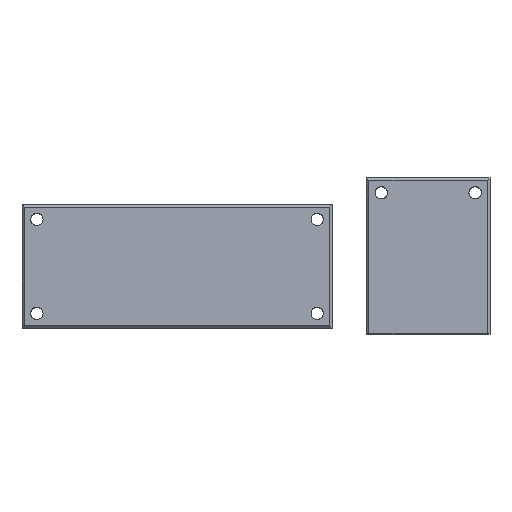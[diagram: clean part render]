
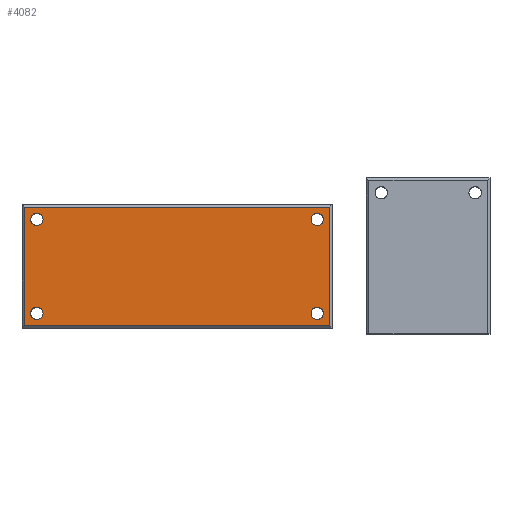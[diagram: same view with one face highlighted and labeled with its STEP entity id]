
A CAD part, top view. The second image highlights one B-rep face of the part: STEP entity #4082.
In plain terms, the highlighted free-form (B-spline) face has degree [1, 1] with [2, 2] control points.
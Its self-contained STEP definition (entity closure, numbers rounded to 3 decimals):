
#3779 = CARTESIAN_POINT ('', (-13.801, 86.586, 125.381));
#3780 = VERTEX_POINT ('', #3779);
#3781 = CARTESIAN_POINT ('', (-18.801, 86.586, 125.381));
#3782 = VERTEX_POINT ('', #3781);
#3783 = CARTESIAN_POINT ('', (-13.801, 86.586, 125.381));
#3784 = CARTESIAN_POINT ('', (-13.801, 89.086, 125.381));
#3785 = CARTESIAN_POINT ('', (-16.301, 89.086, 125.381));
#3786 = CARTESIAN_POINT ('', (-18.801, 89.086, 125.381));
#3787 = CARTESIAN_POINT ('', (-18.801, 86.586, 125.381));
#3788 = (
   BOUNDED_CURVE ()
   B_SPLINE_CURVE (2, (#3783, #3784, #3785, #3786, #3787), .UNSPECIFIED., .F., .U.)
   B_SPLINE_CURVE_WITH_KNOTS ((3, 2, 3), (0., 1.571, 3.142), .UNSPECIFIED.)
   CURVE ()
   GEOMETRIC_REPRESENTATION_ITEM ()
   RATIONAL_B_SPLINE_CURVE ((1., 0.707, 1., 0.707, 1.))
   REPRESENTATION_ITEM ('')
);
#3789 = EDGE_CURVE ('', #3780, #3782, #3788, .T.);
#3835 = CARTESIAN_POINT ('', (99.599, 86.586, 125.381));
#3836 = VERTEX_POINT ('', #3835);
#3837 = CARTESIAN_POINT ('', (94.599, 86.586, 125.381));
#3838 = VERTEX_POINT ('', #3837);
#3839 = CARTESIAN_POINT ('', (99.599, 86.586, 125.381));
#3840 = CARTESIAN_POINT ('', (99.599, 89.086, 125.381));
#3841 = CARTESIAN_POINT ('', (97.099, 89.086, 125.381));
#3842 = CARTESIAN_POINT ('', (94.599, 89.086, 125.381));
#3843 = CARTESIAN_POINT ('', (94.599, 86.586, 125.381));
#3844 = (
   BOUNDED_CURVE ()
   B_SPLINE_CURVE (2, (#3839, #3840, #3841, #3842, #3843), .UNSPECIFIED., .F., .U.)
   B_SPLINE_CURVE_WITH_KNOTS ((3, 2, 3), (0., 1.571, 3.142), .UNSPECIFIED.)
   CURVE ()
   GEOMETRIC_REPRESENTATION_ITEM ()
   RATIONAL_B_SPLINE_CURVE ((1., 0.707, 1., 0.707, 1.))
   REPRESENTATION_ITEM ('')
);
#3845 = EDGE_CURVE ('', #3836, #3838, #3844, .T.);
#3891 = CARTESIAN_POINT ('', (99.599, 48.586, 125.381));
#3892 = VERTEX_POINT ('', #3891);
#3893 = CARTESIAN_POINT ('', (94.599, 48.586, 125.381));
#3894 = VERTEX_POINT ('', #3893);
#3895 = CARTESIAN_POINT ('', (99.599, 48.586, 125.381));
#3896 = CARTESIAN_POINT ('', (99.599, 51.086, 125.381));
#3897 = CARTESIAN_POINT ('', (97.099, 51.086, 125.381));
#3898 = CARTESIAN_POINT ('', (94.599, 51.086, 125.381));
#3899 = CARTESIAN_POINT ('', (94.599, 48.586, 125.381));
#3900 = (
   BOUNDED_CURVE ()
   B_SPLINE_CURVE (2, (#3895, #3896, #3897, #3898, #3899), .UNSPECIFIED., .F., .U.)
   B_SPLINE_CURVE_WITH_KNOTS ((3, 2, 3), (0., 1.571, 3.142), .UNSPECIFIED.)
   CURVE ()
   GEOMETRIC_REPRESENTATION_ITEM ()
   RATIONAL_B_SPLINE_CURVE ((1., 0.707, 1., 0.707, 1.))
   REPRESENTATION_ITEM ('')
);
#3901 = EDGE_CURVE ('', #3892, #3894, #3900, .T.);
#3947 = CARTESIAN_POINT ('', (-13.801, 48.586, 125.381));
#3948 = VERTEX_POINT ('', #3947);
#3949 = CARTESIAN_POINT ('', (-18.801, 48.586, 125.381));
#3950 = VERTEX_POINT ('', #3949);
#3951 = CARTESIAN_POINT ('', (-13.801, 48.586, 125.381));
#3952 = CARTESIAN_POINT ('', (-13.801, 51.086, 125.381));
#3953 = CARTESIAN_POINT ('', (-16.301, 51.086, 125.381));
#3954 = CARTESIAN_POINT ('', (-18.801, 51.086, 125.381));
#3955 = CARTESIAN_POINT ('', (-18.801, 48.586, 125.381));
#3956 = (
   BOUNDED_CURVE ()
   B_SPLINE_CURVE (2, (#3951, #3952, #3953, #3954, #3955), .UNSPECIFIED., .F., .U.)
   B_SPLINE_CURVE_WITH_KNOTS ((3, 2, 3), (0., 1.571, 3.142), .UNSPECIFIED.)
   CURVE ()
   GEOMETRIC_REPRESENTATION_ITEM ()
   RATIONAL_B_SPLINE_CURVE ((1., 0.707, 1., 0.707, 1.))
   REPRESENTATION_ITEM ('')
);
#3957 = EDGE_CURVE ('', #3948, #3950, #3956, .T.);
#4003 = CARTESIAN_POINT ('', (102.099, 43.586, 125.381));
#4004 = VERTEX_POINT ('', #4003);
#4005 = CARTESIAN_POINT ('', (-21.301, 43.586, 125.381));
#4006 = VERTEX_POINT ('', #4005);
#4007 = CARTESIAN_POINT ('', (102.099, 43.586, 125.381));
#4008 = CARTESIAN_POINT ('', (-21.301, 43.586, 125.381));
#4009 = B_SPLINE_CURVE_WITH_KNOTS ('', 1, (#4007, #4008), .UNSPECIFIED., .F., .U., (2, 2), (0., 1.), .UNSPECIFIED.);
#4010 = EDGE_CURVE ('', #4004, #4006, #4009, .T.);
#4011 = ORIENTED_EDGE ('', *, *, #4010, .F.);
#4012 = CARTESIAN_POINT ('', (102.099, 91.586, 125.381));
#4013 = VERTEX_POINT ('', #4012);
#4014 = CARTESIAN_POINT ('', (102.099, 91.586, 125.381));
#4015 = CARTESIAN_POINT ('', (102.099, 43.586, 125.381));
#4016 = B_SPLINE_CURVE_WITH_KNOTS ('', 1, (#4014, #4015), .UNSPECIFIED., .F., .U., (2, 2), (0., 1.), .UNSPECIFIED.);
#4017 = EDGE_CURVE ('', #4013, #4004, #4016, .T.);
#4018 = ORIENTED_EDGE ('', *, *, #4017, .F.);
#4019 = CARTESIAN_POINT ('', (-21.301, 91.586, 125.381));
#4020 = VERTEX_POINT ('', #4019);
#4021 = CARTESIAN_POINT ('', (-21.301, 91.586, 125.381));
#4022 = CARTESIAN_POINT ('', (102.099, 91.586, 125.381));
#4023 = B_SPLINE_CURVE_WITH_KNOTS ('', 1, (#4021, #4022), .UNSPECIFIED., .F., .U., (2, 2), (0., 1.), .UNSPECIFIED.);
#4024 = EDGE_CURVE ('', #4020, #4013, #4023, .T.);
#4025 = ORIENTED_EDGE ('', *, *, #4024, .F.);
#4026 = CARTESIAN_POINT ('', (-21.301, 43.586, 125.381));
#4027 = CARTESIAN_POINT ('', (-21.301, 91.586, 125.381));
#4028 = B_SPLINE_CURVE_WITH_KNOTS ('', 1, (#4026, #4027), .UNSPECIFIED., .F., .U., (2, 2), (0., 1.), .UNSPECIFIED.);
#4029 = EDGE_CURVE ('', #4006, #4020, #4028, .T.);
#4030 = ORIENTED_EDGE ('', *, *, #4029, .F.);
#4031 = EDGE_LOOP ('', (#4011, #4018, #4025, #4030));
#4032 = FACE_OUTER_BOUND ('', #4031, .T.);
#4033 = ORIENTED_EDGE ('', *, *, #3789, .F.);
#4034 = CARTESIAN_POINT ('', (-18.801, 86.586, 125.381));
#4035 = CARTESIAN_POINT ('', (-18.801, 84.086, 125.381));
#4036 = CARTESIAN_POINT ('', (-16.301, 84.086, 125.381));
#4037 = CARTESIAN_POINT ('', (-13.801, 84.086, 125.381));
#4038 = CARTESIAN_POINT ('', (-13.801, 86.586, 125.381));
#4039 = (
   BOUNDED_CURVE ()
   B_SPLINE_CURVE (2, (#4034, #4035, #4036, #4037, #4038), .UNSPECIFIED., .F., .U.)
   B_SPLINE_CURVE_WITH_KNOTS ((3, 2, 3), (3.142, 4.712, 6.283), .UNSPECIFIED.)
   CURVE ()
   GEOMETRIC_REPRESENTATION_ITEM ()
   RATIONAL_B_SPLINE_CURVE ((1., 0.707, 1., 0.707, 1.))
   REPRESENTATION_ITEM ('')
);
#4040 = EDGE_CURVE ('', #3782, #3780, #4039, .T.);
#4041 = ORIENTED_EDGE ('', *, *, #4040, .F.);
#4042 = EDGE_LOOP ('', (#4033, #4041));
#4043 = FACE_BOUND ('', #4042, .T.);
#4044 = ORIENTED_EDGE ('', *, *, #3957, .F.);
#4045 = CARTESIAN_POINT ('', (-18.801, 48.586, 125.381));
#4046 = CARTESIAN_POINT ('', (-18.801, 46.086, 125.381));
#4047 = CARTESIAN_POINT ('', (-16.301, 46.086, 125.381));
#4048 = CARTESIAN_POINT ('', (-13.801, 46.086, 125.381));
#4049 = CARTESIAN_POINT ('', (-13.801, 48.586, 125.381));
#4050 = (
   BOUNDED_CURVE ()
   B_SPLINE_CURVE (2, (#4045, #4046, #4047, #4048, #4049), .UNSPECIFIED., .F., .U.)
   B_SPLINE_CURVE_WITH_KNOTS ((3, 2, 3), (3.142, 4.712, 6.283), .UNSPECIFIED.)
   CURVE ()
   GEOMETRIC_REPRESENTATION_ITEM ()
   RATIONAL_B_SPLINE_CURVE ((1., 0.707, 1., 0.707, 1.))
   REPRESENTATION_ITEM ('')
);
#4051 = EDGE_CURVE ('', #3950, #3948, #4050, .T.);
#4052 = ORIENTED_EDGE ('', *, *, #4051, .F.);
#4053 = EDGE_LOOP ('', (#4044, #4052));
#4054 = FACE_BOUND ('', #4053, .T.);
#4055 = ORIENTED_EDGE ('', *, *, #3901, .F.);
#4056 = CARTESIAN_POINT ('', (94.599, 48.586, 125.381));
#4057 = CARTESIAN_POINT ('', (94.599, 46.086, 125.381));
#4058 = CARTESIAN_POINT ('', (97.099, 46.086, 125.381));
#4059 = CARTESIAN_POINT ('', (99.599, 46.086, 125.381));
#4060 = CARTESIAN_POINT ('', (99.599, 48.586, 125.381));
#4061 = (
   BOUNDED_CURVE ()
   B_SPLINE_CURVE (2, (#4056, #4057, #4058, #4059, #4060), .UNSPECIFIED., .F., .U.)
   B_SPLINE_CURVE_WITH_KNOTS ((3, 2, 3), (3.142, 4.712, 6.283), .UNSPECIFIED.)
   CURVE ()
   GEOMETRIC_REPRESENTATION_ITEM ()
   RATIONAL_B_SPLINE_CURVE ((1., 0.707, 1., 0.707, 1.))
   REPRESENTATION_ITEM ('')
);
#4062 = EDGE_CURVE ('', #3894, #3892, #4061, .T.);
#4063 = ORIENTED_EDGE ('', *, *, #4062, .F.);
#4064 = EDGE_LOOP ('', (#4055, #4063));
#4065 = FACE_BOUND ('', #4064, .T.);
#4066 = ORIENTED_EDGE ('', *, *, #3845, .F.);
#4067 = CARTESIAN_POINT ('', (94.599, 86.586, 125.381));
#4068 = CARTESIAN_POINT ('', (94.599, 84.086, 125.381));
#4069 = CARTESIAN_POINT ('', (97.099, 84.086, 125.381));
#4070 = CARTESIAN_POINT ('', (99.599, 84.086, 125.381));
#4071 = CARTESIAN_POINT ('', (99.599, 86.586, 125.381));
#4072 = (
   BOUNDED_CURVE ()
   B_SPLINE_CURVE (2, (#4067, #4068, #4069, #4070, #4071), .UNSPECIFIED., .F., .U.)
   B_SPLINE_CURVE_WITH_KNOTS ((3, 2, 3), (3.142, 4.712, 6.283), .UNSPECIFIED.)
   CURVE ()
   GEOMETRIC_REPRESENTATION_ITEM ()
   RATIONAL_B_SPLINE_CURVE ((1., 0.707, 1., 0.707, 1.))
   REPRESENTATION_ITEM ('')
);
#4073 = EDGE_CURVE ('', #3838, #3836, #4072, .T.);
#4074 = ORIENTED_EDGE ('', *, *, #4073, .F.);
#4075 = EDGE_LOOP ('', (#4066, #4074));
#4076 = FACE_BOUND ('', #4075, .T.);
#4077 = CARTESIAN_POINT ('', (102.1, 91.587, 125.381));
#4078 = CARTESIAN_POINT ('', (102.1, 43.585, 125.381));
#4079 = CARTESIAN_POINT ('', (-21.302, 91.587, 125.381));
#4080 = CARTESIAN_POINT ('', (-21.302, 43.585, 125.381));
#4081 = B_SPLINE_SURFACE_WITH_KNOTS ('', 1, 1, ((#4077, #4078), (#4079, #4080)), .UNSPECIFIED., .F., .F., .U., (2, 2), (2, 2), (-0.062, 0.062), (-0.024, 0.024), .UNSPECIFIED.);
#4082 = ADVANCED_FACE ('', (#4032, #4043, #4054, #4065, #4076), #4081, .T.);
